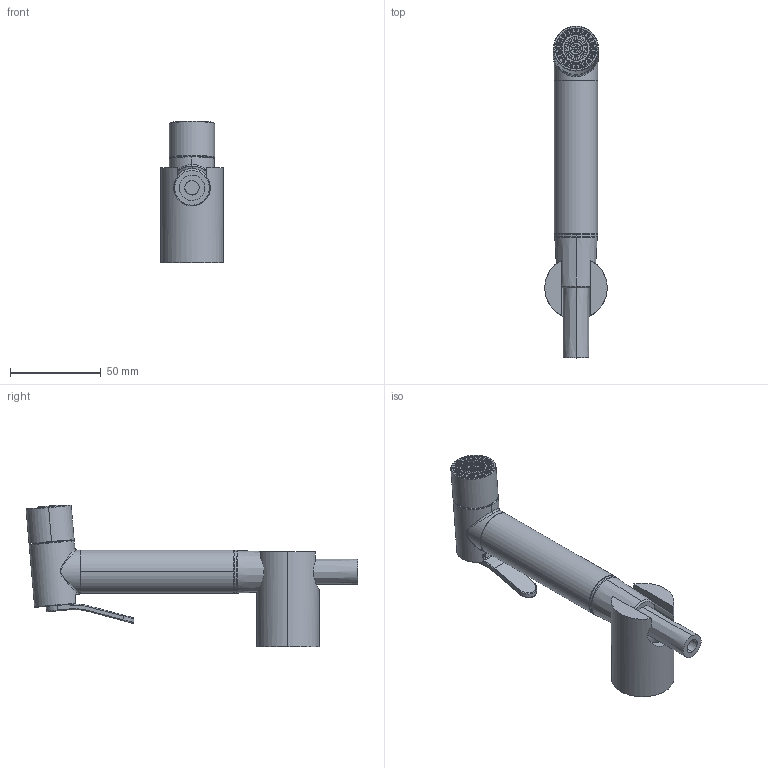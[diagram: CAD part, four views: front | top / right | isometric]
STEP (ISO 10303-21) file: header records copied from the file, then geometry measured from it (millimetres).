
FILE_DESCRIPTION((''),'2;1');
FILE_NAME('ZDUP126CRAG','2023-01-23T11:52:30',('simone.bertoli'),('PAFFONI SpA'),'CREO PARAMETRIC BY PTC INC, 2022124','CREO PARAMETRIC BY PTC INC, 2022124','');
FILE_SCHEMA(('CONFIG_CONTROL_DESIGN','SHAPE_APPEARANCE_LAYERS_GROUPS'));
Length unit declared in the file: millimetre
Products named in the file (1): ZDUP126CRAG
Bounding box: 34.5 x 183.36 x 78.34 mm (x, y, z)
Surface area: 35394.7 mm2 (no closed solid volume)
Topology: 0 solids, 11 shells, 657 faces, 2510 edges, 1804 vertices
Faces by surface type: plane 237, torus 155, cylinder 153, cone 82, bspline 28, sphere 2
Entity records: 35567 total; most frequent: CARTESIAN_POINT 9659, DIRECTION 4678, ORIENTED_EDGE 4245, EDGE_CURVE 2508, AXIS2_PLACEMENT_3D 1959, VERTEX_POINT 1804, CIRCLE 1330, VECTOR 760
